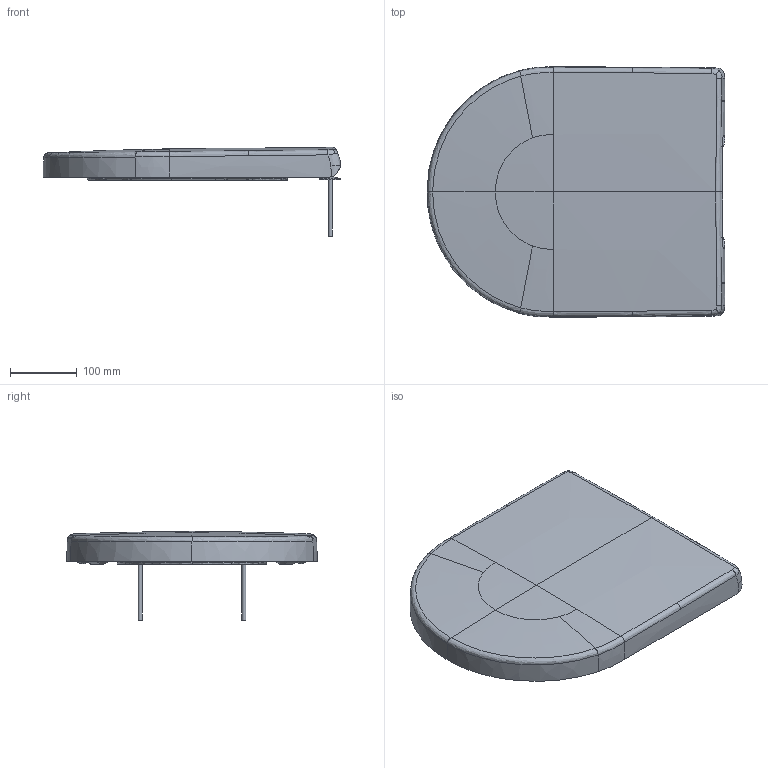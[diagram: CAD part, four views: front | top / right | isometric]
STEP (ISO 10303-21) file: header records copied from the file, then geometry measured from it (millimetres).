
FILE_DESCRIPTION(/* description */ (''),/* implementation_level */ '2;1');
FILE_NAME(/* name */ '8M31S1_9M77C1_WCS.stp',/* time_stamp */ '2021-10-21T09:22:22+02:00',/* author */ (''),/* organization */ (''),/* preprocessor_version */ 'ST-DEVELOPER v18.1',/* originating_system */ 'SIEMENS PLM Software NX 1973',/* authorisation */ '');
FILE_SCHEMA (('AUTOMOTIVE_DESIGN { 1 0 10303 214 3 1 1 1 }'));
Products named in the file (1): Muel0B940250bbaq
Bounding box: 444.96 x 373.8 x 133.09 mm (x, y, z)
Volume: 1771880.6 mm3; surface area: 624914.9 mm2
Topology: 8 solids, 8 shells, 663 faces, 1651 edges, 1000 vertices
Faces by surface type: bspline 582, plane 38, extrusion 19, cylinder 18, cone 4, sphere 2
Full cylindrical faces by diameter (mm): 6 x2, 6.8 x2, 9.5 x2, 10 x4, 19.8 x2, 32 x2
Entity records: 50907 total; most frequent: CARTESIAN_POINT 40818, ORIENTED_EDGE 3230, EDGE_CURVE 1615, VERTEX_POINT 995, B_SPLINE_CURVE_WITH_KNOTS 719, EDGE_LOOP 696, ADVANCED_FACE 663, FACE_OUTER_BOUND 632
